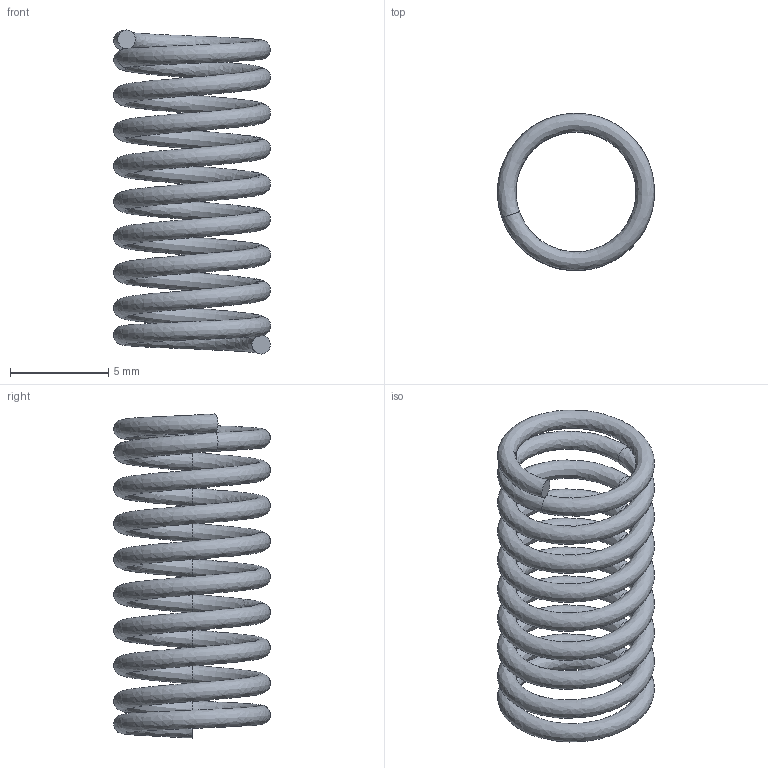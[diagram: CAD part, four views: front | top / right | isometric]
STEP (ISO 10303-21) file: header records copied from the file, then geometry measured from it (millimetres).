
FILE_DESCRIPTION(('FreeCAD Model'),'2;1');
FILE_NAME('Spring_8x1x24-16.5.step','2019-10-20T09:28:28',('Sisil Galog'),('' ),'Open CASCADE STEP processor 7.3','FreeCAD','Unknown');
FILE_SCHEMA(('AUTOMOTIVE_DESIGN { 1 0 10303 214 1 1 1 1 }'));
Length unit declared in the file: millimetre
Products named in the file (1): Spring_8x1x24/16.5
Bounding box: 8 x 7.99 x 16.5 mm (x, y, z)
Volume: 150 mm3; surface area: 633.8 mm2
Topology: 1 solids, 1 shells, 12 faces, 21 edges, 11 vertices
Faces by surface type: bspline 10, plane 2
Entity records: 3284 total; most frequent: CARTESIAN_POINT 2903, DIRECTION 50, ORIENTED_EDGE 42, PCURVE 42, DEFINITIONAL_REPRESENTATION 42, LINE 38, VECTOR 38, EDGE_CURVE 21
